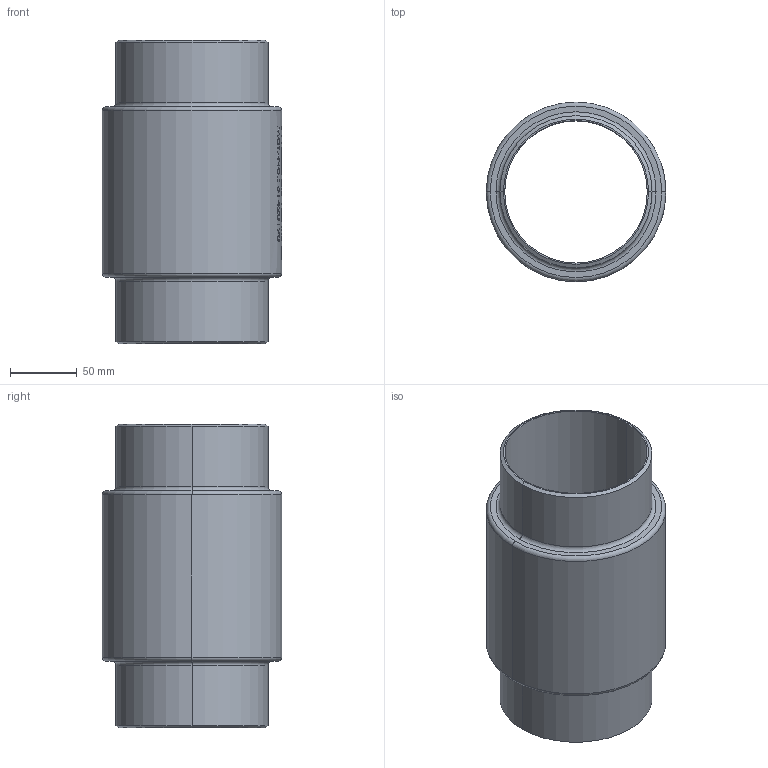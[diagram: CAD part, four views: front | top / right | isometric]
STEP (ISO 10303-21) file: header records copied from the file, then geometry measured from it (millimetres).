
FILE_DESCRIPTION (( 'STEP AP214' ), '1' );
FILE_NAME ('7110000_DN100_ PN40_51420190.STEP', '2022-03-08T07:24:55', ( 'axxx' ), ( 'Hewlett-Packard Company' ), 'SwSTEP 2.0', 'SolidWorks 2019', '' );
FILE_SCHEMA (( 'AUTOMOTIVE_DESIGN' ));
Length unit declared in the file: millimetre
Products named in the file (1): 7110000_DN100_ PN40_51420190
Bounding box: 134.9 x 134.9 x 228 mm (x, y, z)
Volume: 798012.6 mm3; surface area: 179707.4 mm2
Topology: 1 solids, 1 shells, 490 faces, 1254 edges, 832 vertices
Faces by surface type: plane 242, bspline 206, cylinder 30, torus 8, cone 4
Entity records: 27763 total; most frequent: CARTESIAN_POINT 17267, ORIENTED_EDGE 2508, DIRECTION 1471, EDGE_CURVE 1254, VERTEX_POINT 832, VECTOR 699, LINE 699, EDGE_LOOP 558
